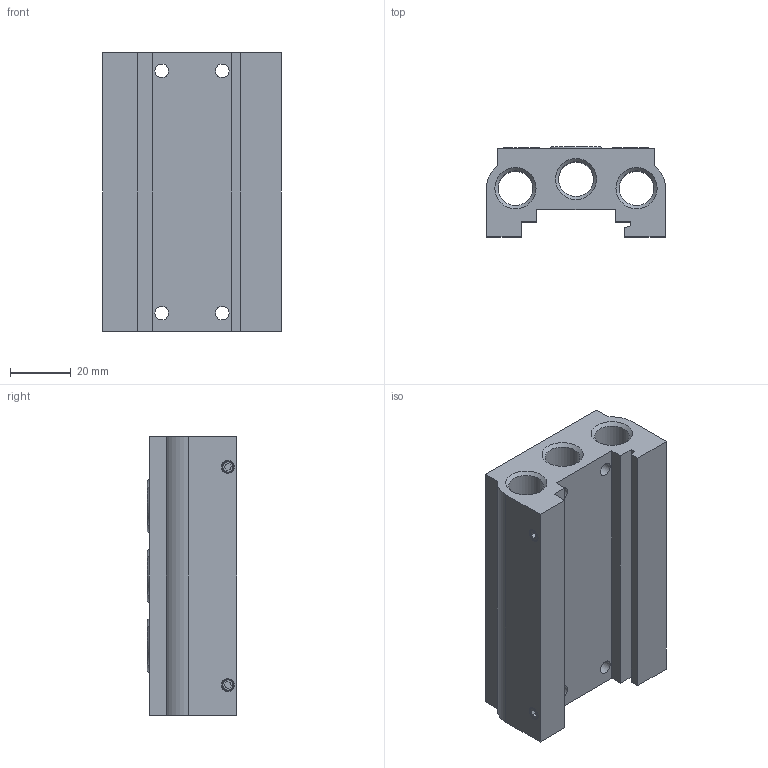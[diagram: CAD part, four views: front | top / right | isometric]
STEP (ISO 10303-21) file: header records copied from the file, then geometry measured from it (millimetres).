
FILE_DESCRIPTION(/* description */ ('Unknown'),/* implementation_level */ '2;1');
FILE_NAME(/* name */ '888.03',/* time_stamp */ '2018-09-06T09:46:53-04:00',/* author */ ('Unknown'),/* organization */ ('Unknown'),/* preprocessor_version */ 'ST-DEVELOPER v16.7',/* originating_system */ 'DEX',/* authorisation */ $);
FILE_SCHEMA (('AUTOMOTIVE_DESIGN {1 0 10303 214 3 1 1}'));
Length unit declared in the file: millimetre
Products named in the file (1): 888_03
Bounding box: 59 x 29.68 x 92 mm (x, y, z)
Volume: 95019.2 mm3; surface area: 32571.2 mm2
Topology: 1 solids, 1 shells, 161 faces, 355 edges, 221 vertices
Faces by surface type: cylinder 55, plane 55, cone 39, torus 12
Full cylindrical faces by diameter (mm): 2.459 x7, 3.242 x2, 4.5 x4, 6 x9, 7.25 x4, 10 x6, 11.44 x3, 11.445 x6, 13 x4, 13.94 x3, 17.5 x5
Entity records: 4894 total; most frequent: DIRECTION 686, CARTESIAN_POINT 596, ORIENTED_EDGE 448, FACE_BOUND 320, EDGE_LOOP 304, AXIS2_PLACEMENT_3D 300, EDGE_CURVE 224, VERTEX_POINT 210
